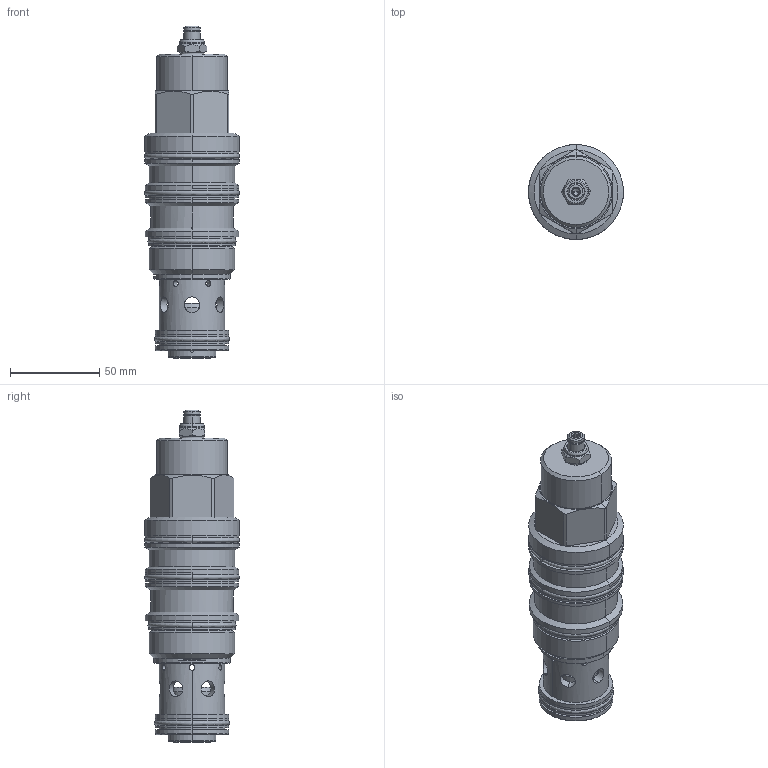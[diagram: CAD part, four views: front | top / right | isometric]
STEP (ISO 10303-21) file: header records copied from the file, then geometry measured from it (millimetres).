
FILE_DESCRIPTION((''),'2;1');
FILE_NAME('CWIG-LGN_PRT','2013-08-28T',('Administrator'),(''),'PRO/ENGINEER BY PARAMETRIC TECHNOLOGY CORPORATION, 2006240','PRO/ENGINEER BY PARAMETRIC TECHNOLOGY CORPORATION, 2006240','');
FILE_SCHEMA(('CONFIG_CONTROL_DESIGN'));
Length unit declared in the file: inch
Products named in the file (1): CWIG-LGN_PRT
Bounding box: 53.09 x 53.09 x 185.55 mm (x, y, z)
Volume: 201547.7 mm3; surface area: 55379.2 mm2
Topology: 7 solids, 7 shells, 354 faces, 842 edges, 509 vertices
Faces by surface type: cylinder 150, plane 76, cone 70, torus 42, revolution 14, sphere 2
Entity records: 14027 total; most frequent: CARTESIAN_POINT 5744, DIRECTION 1784, ORIENTED_EDGE 1676, EDGE_CURVE 838, AXIS2_PLACEMENT_3D 750, VERTEX_POINT 509, EDGE_LOOP 411, CIRCLE 410
